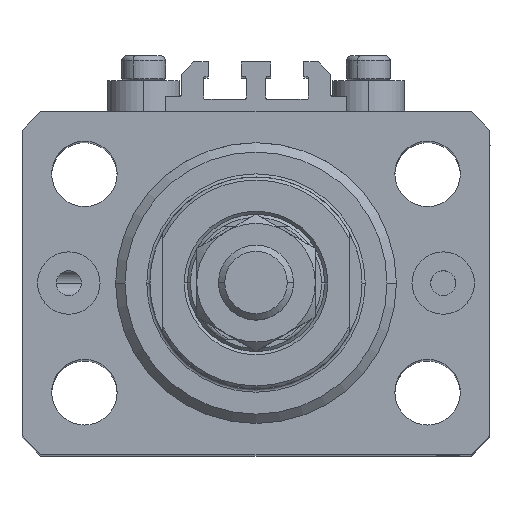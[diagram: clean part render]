
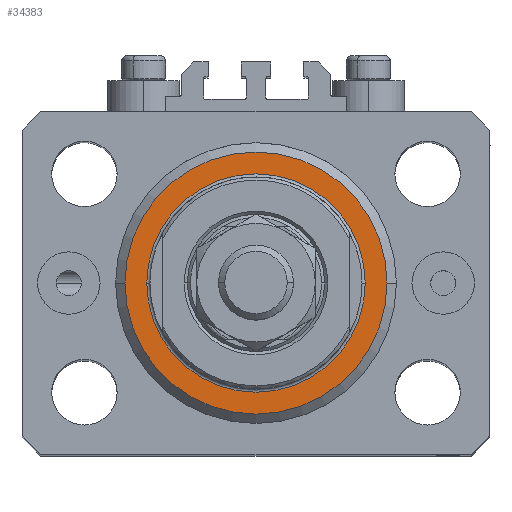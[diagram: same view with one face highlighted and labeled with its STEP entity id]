
A CAD part, top view. The second image highlights one B-rep face of the part: STEP entity #34383.
In plain terms, the highlighted face is planar.
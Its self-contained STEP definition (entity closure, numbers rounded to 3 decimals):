
#281 = DIRECTION ( 'NONE',  ( 0., 0., 1. ) ) ;
#379 = CARTESIAN_POINT ( 'NONE',  ( 17.5, 0., 0. ) ) ;
#1654 = DIRECTION ( 'NONE',  ( 0., 0., -1. ) ) ;
#2177 = CIRCLE ( 'NONE', #42388, 21. ) ;
#3210 = CIRCLE ( 'NONE', #17403, 17.5 ) ;
#3546 = CARTESIAN_POINT ( 'NONE',  ( 21., 0., 0. ) ) ;
#4374 = EDGE_CURVE ( 'NONE', #5287, #26248, #46521, .T. ) ;
#5287 = VERTEX_POINT ( 'NONE', #379 ) ;
#5609 = DIRECTION ( 'NONE',  ( 1., 0., 0. ) ) ;
#6952 = EDGE_LOOP ( 'NONE', ( #25811, #27745 ) ) ;
#9685 = EDGE_CURVE ( 'NONE', #26248, #5287, #3210, .T. ) ;
#10577 = DIRECTION ( 'NONE',  ( 1., 0., 0. ) ) ;
#11193 = CARTESIAN_POINT ( 'NONE',  ( -17.5, 0., 0. ) ) ;
#11618 = FACE_BOUND ( 'NONE', #17974, .T. ) ;
#12438 = DIRECTION ( 'NONE',  ( 0., 0., 1. ) ) ;
#13006 = CARTESIAN_POINT ( 'NONE',  ( 0., 0., 0. ) ) ;
#13052 = DIRECTION ( 'NONE',  ( 0., 0., 1. ) ) ;
#14182 = CARTESIAN_POINT ( 'NONE',  ( 0., 0., 0. ) ) ;
#17403 = AXIS2_PLACEMENT_3D ( 'NONE', #31813, #13052, #43166 ) ;
#17974 = EDGE_LOOP ( 'NONE', ( #31994, #31673 ) ) ;
#18125 = PLANE ( 'NONE',  #21906 ) ;
#19854 = DIRECTION ( 'NONE',  ( 1., 0., 0. ) ) ;
#20254 = VERTEX_POINT ( 'NONE', #3546 ) ;
#21906 = AXIS2_PLACEMENT_3D ( 'NONE', #14182, #281, #29472 ) ;
#21918 = VERTEX_POINT ( 'NONE', #35961 ) ;
#25219 = EDGE_CURVE ( 'NONE', #20254, #21918, #38390, .T. ) ;
#25249 = AXIS2_PLACEMENT_3D ( 'NONE', #30230, #12438, #19854 ) ;
#25654 = DIRECTION ( 'NONE',  ( 0., 0., -1. ) ) ;
#25811 = ORIENTED_EDGE ( 'NONE', *, *, #25219, .T. ) ;
#25897 = EDGE_CURVE ( 'NONE', #21918, #20254, #2177, .T. ) ;
#26248 = VERTEX_POINT ( 'NONE', #11193 ) ;
#27745 = ORIENTED_EDGE ( 'NONE', *, *, #25897, .T. ) ;
#29472 = DIRECTION ( 'NONE',  ( 1., 0., 0. ) ) ;
#30230 = CARTESIAN_POINT ( 'NONE',  ( 0., 0., 0. ) ) ;
#31673 = ORIENTED_EDGE ( 'NONE', *, *, #9685, .T. ) ;
#31813 = CARTESIAN_POINT ( 'NONE',  ( 0., 0., 0. ) ) ;
#31994 = ORIENTED_EDGE ( 'NONE', *, *, #4374, .T. ) ;
#33526 = CARTESIAN_POINT ( 'NONE',  ( 0., 0., 0. ) ) ;
#33671 = AXIS2_PLACEMENT_3D ( 'NONE', #33526, #25654, #10577 ) ;
#34383 = ADVANCED_FACE ( 'NONE', ( #11618, #47507 ), #18125, .F. ) ;
#35961 = CARTESIAN_POINT ( 'NONE',  ( -21., 0., 0. ) ) ;
#38390 = CIRCLE ( 'NONE', #33671, 21. ) ;
#42388 = AXIS2_PLACEMENT_3D ( 'NONE', #13006, #1654, #5609 ) ;
#43166 = DIRECTION ( 'NONE',  ( 1., 0., 0. ) ) ;
#46521 = CIRCLE ( 'NONE', #25249, 17.5 ) ;
#47507 = FACE_OUTER_BOUND ( 'NONE', #6952, .T. ) ;
